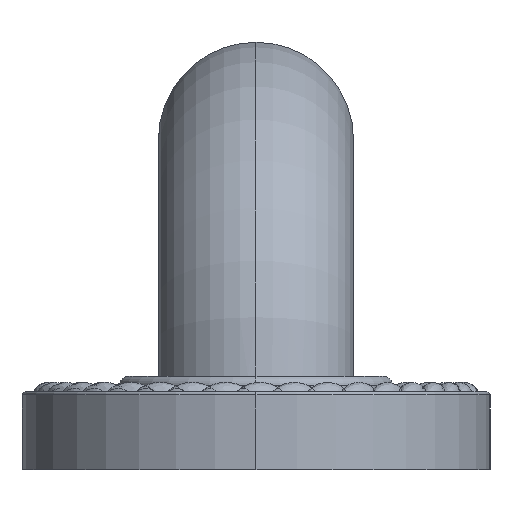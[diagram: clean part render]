
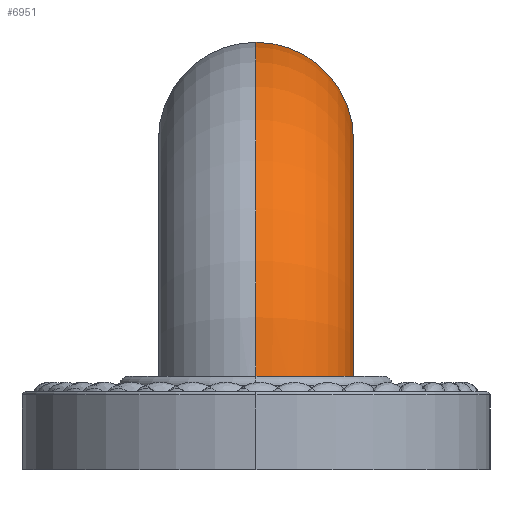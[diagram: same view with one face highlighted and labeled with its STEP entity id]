
A CAD part, left-side view. The second image highlights one B-rep face of the part: STEP entity #6951.
In plain terms, the highlighted toroidal (fillet/blend) face has major radius 41.275 mm and minor radius 15.875 mm.
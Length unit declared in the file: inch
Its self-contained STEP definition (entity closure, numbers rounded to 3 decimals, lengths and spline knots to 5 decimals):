
#2704=CARTESIAN_POINT('',(-16.375,0.,2.115));
#2705=DIRECTION('',(1.,0.,0.));
#2706=DIRECTION('',(0.,0.,1.));
#2707=AXIS2_PLACEMENT_3D('',#2704,#2705,#2706);
#2713=CARTESIAN_POINT('',(-16.375,0.,0.49));
#2714=DIRECTION('',(0.,1.,0.));
#2715=DIRECTION('',(-0.999,0.,0.049));
#2716=AXIS2_PLACEMENT_3D('',#2713,#2714,#2715);
#2718=CARTESIAN_POINT('',(-17.36893,0.,0.6));
#2755=CARTESIAN_POINT('',(-18.62231,0.,0.6));
#2757=CARTESIAN_POINT('',(-18.62231,0.,0.6));
#2758=CARTESIAN_POINT('',(-18.62231,-0.01872,0.6));
#2759=CARTESIAN_POINT('',(-18.62063,-0.05601,0.6));
#2760=CARTESIAN_POINT('',(-18.61309,-0.1117,0.6));
#2761=CARTESIAN_POINT('',(-18.60061,-0.16635,0.6));
#2762=CARTESIAN_POINT('',(-18.58323,-0.21982,0.6));
#2763=CARTESIAN_POINT('',(-18.56119,-0.27135,0.6));
#2764=CARTESIAN_POINT('',(-18.53452,-0.32088,0.6));
#2765=CARTESIAN_POINT('',(-18.50362,-0.36766,0.6));
#2766=CARTESIAN_POINT('',(-18.46852,-0.41164,0.6));
#2767=CARTESIAN_POINT('',(-18.42973,-0.45218,0.6));
#2768=CARTESIAN_POINT('',(-18.38735,-0.48919,0.6));
#2769=CARTESIAN_POINT('',(-18.34188,-0.52219,0.6));
#2770=CARTESIAN_POINT('',(-18.29358,-0.55103,0.6));
#2771=CARTESIAN_POINT('',(-18.24285,-0.57543,0.6));
#2772=CARTESIAN_POINT('',(-18.1902,-0.59517,0.6));
#2773=CARTESIAN_POINT('',(-18.13585,-0.61015,0.6));
#2774=CARTESIAN_POINT('',(-18.08052,-0.62017,0.6));
#2775=CARTESIAN_POINT('',(-18.02429,-0.62522,0.6));
#2776=CARTESIAN_POINT('',(-17.96804,-0.62521,0.6));
#2777=CARTESIAN_POINT('',(-17.91177,-0.62014,0.6));
#2778=CARTESIAN_POINT('',(-17.85637,-0.61008,0.6));
#2779=CARTESIAN_POINT('',(-17.80191,-0.59506,0.6));
#2780=CARTESIAN_POINT('',(-17.74914,-0.57527,0.6));
#2781=CARTESIAN_POINT('',(-17.69827,-0.55079,0.6));
#2782=CARTESIAN_POINT('',(-17.64983,-0.52188,0.6));
#2783=CARTESIAN_POINT('',(-17.60422,-0.48877,0.6));
#2784=CARTESIAN_POINT('',(-17.56171,-0.45168,0.6));
#2785=CARTESIAN_POINT('',(-17.52282,-0.41105,0.6));
#2786=CARTESIAN_POINT('',(-17.48764,-0.367,0.6));
#2787=CARTESIAN_POINT('',(-17.4567,-0.3202,0.6));
#2788=CARTESIAN_POINT('',(-17.43001,-0.27067,0.6));
#2789=CARTESIAN_POINT('',(-17.40797,-0.2192,0.6));
#2790=CARTESIAN_POINT('',(-17.3906,-0.16584,0.6));
#2791=CARTESIAN_POINT('',(-17.37814,-0.11134,0.6));
#2792=CARTESIAN_POINT('',(-17.3706,-0.05582,0.6));
#2793=CARTESIAN_POINT('',(-17.36893,-0.01866,0.6));
#2794=CARTESIAN_POINT('',(-17.36893,0.,0.6));
#5400=CARTESIAN_POINT('',(-16.375,0.,0.49));
#5401=DIRECTION('',(0.,1.,0.));
#5402=DIRECTION('',(-0.994,0.,0.11));
#5403=AXIS2_PLACEMENT_3D('',#5400,#5401,#5402);
#5614=CARTESIAN_POINT('',(-16.375,0.,1.49));
#5615=CARTESIAN_POINT('',(-16.375,0.,2.74));
#5616=VERTEX_POINT('',#5614);
#5617=VERTEX_POINT('',#5615);
#5624=VERTEX_POINT('',#2718);
#5625=VERTEX_POINT('',#2755);
#6937=CARTESIAN_POINT('',(-16.375,0.,0.49));
#6938=DIRECTION('',(0.,1.,0.));
#6939=DIRECTION('',(1.,0.,0.));
#6940=AXIS2_PLACEMENT_3D('',#6937,#6938,#6939);
#6941=TOROIDAL_SURFACE('',#6940,1.625,0.625);
#6943=ORIENTED_EDGE('',*,*,#6942,.F.);
#6945=ORIENTED_EDGE('',*,*,#6944,.T.);
#6946=ORIENTED_EDGE('',*,*,#6927,.T.);
#6948=ORIENTED_EDGE('',*,*,#6947,.F.);
#6949=EDGE_LOOP('',(#6943,#6945,#6946,#6948));
#6950=FACE_OUTER_BOUND('',#6949,.F.);
#6951=ADVANCED_FACE('',(#6950),#6941,.T.);
#2708=CIRCLE('',#2707,0.625);
#2717=CIRCLE('',#2716,2.25);
#2795=B_SPLINE_CURVE_WITH_KNOTS('',3,(#2757,#2758,#2759,#2760,#2761,#2762,#2763,
#2764,#2765,#2766,#2767,#2768,#2769,#2770,#2771,#2772,#2773,#2774,#2775,#2776,
#2777,#2778,#2779,#2780,#2781,#2782,#2783,#2784,#2785,#2786,#2787,#2788,#2789,
#2790,#2791,#2792,#2793,#2794),.UNSPECIFIED.,.F.,.F.,(4,1,1,1,1,1,1,1,1,1,1,1,1,
1,1,1,1,1,1,1,1,1,1,1,1,1,1,1,1,1,1,1,1,1,1,4),(0.,0.02857,
0.05714,0.08571,0.11429,0.14286,
0.17143,0.2,0.22857,0.25714,0.28571,
0.31429,0.34286,0.37143,0.4,0.42857,
0.45714,0.48571,0.51429,0.54286,
0.57143,0.6,0.62857,0.65714,0.68571,
0.71429,0.74286,0.77143,0.8,0.82857,
0.85714,0.88571,0.91429,0.94286,
0.97143,1.),.UNSPECIFIED.);
#5404=CIRCLE('',#5403,1.);
#6927=EDGE_CURVE('',#5617,#5616,#2708,.T.);
#6942=EDGE_CURVE('',#5625,#5624,#2795,.T.);
#6944=EDGE_CURVE('',#5625,#5617,#2717,.T.);
#6947=EDGE_CURVE('',#5624,#5616,#5404,.T.);
